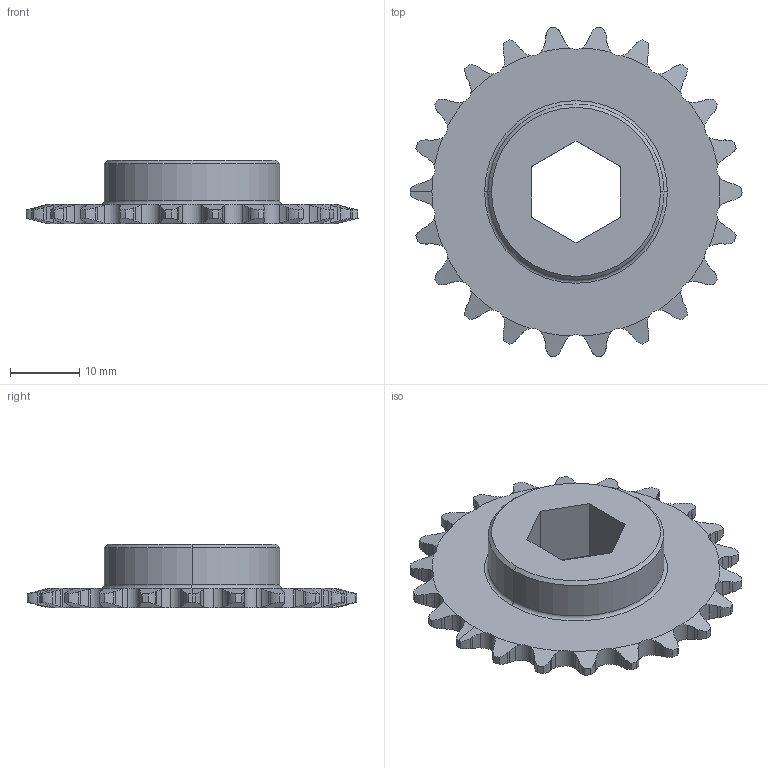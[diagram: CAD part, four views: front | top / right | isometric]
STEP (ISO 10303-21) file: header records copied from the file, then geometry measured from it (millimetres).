
FILE_DESCRIPTION (( 'STEP AP203' ), '1' );
FILE_NAME ('217-2640-STEP-20140807.STEP', '2014-08-07T15:40:09', ( '' ), ( '' ), 'SwSTEP 2.0', 'SolidWorks 2014', '' );
FILE_SCHEMA (( 'CONFIG_CONTROL_DESIGN' ));
Length unit declared in the file: inch
Products named in the file (1): 217-2640-STEP-20140807
Bounding box: 47.96 x 47.59 x 9.18 mm (x, y, z)
Volume: 6105.5 mm3; surface area: 4128.4 mm2
Topology: 1 solids, 1 shells, 250 faces, 736 edges, 489 vertices
Faces by surface type: cylinder 147, plane 53, cone 48, torus 2
Entity records: 9074 total; most frequent: CARTESIAN_POINT 2908, ORIENTED_EDGE 1472, DIRECTION 1025, EDGE_CURVE 736, VERTEX_POINT 489, AXIS2_PLACEMENT_3D 406, B_SPLINE_CURVE_WITH_KNOTS 368, EDGE_LOOP 253
